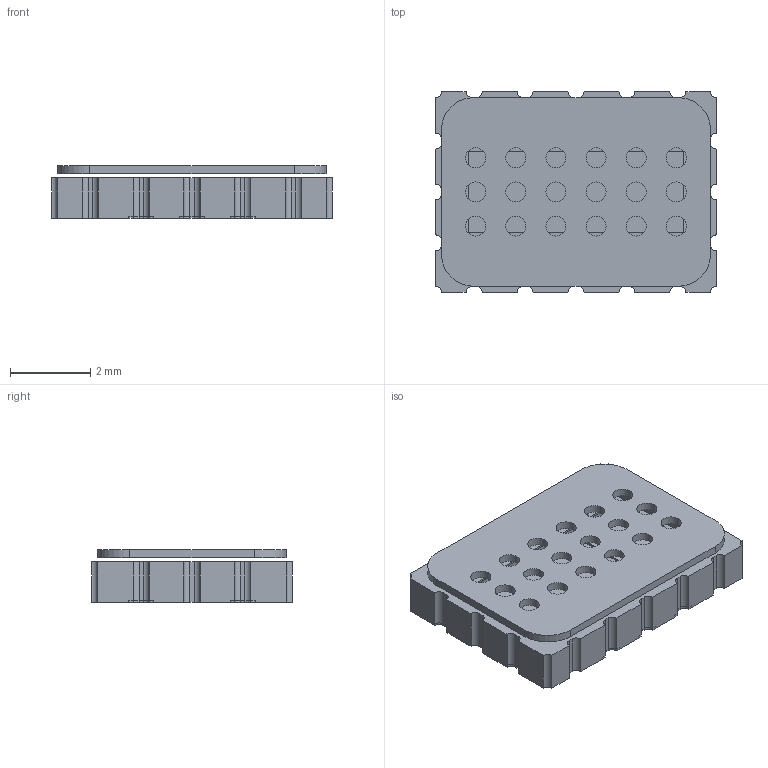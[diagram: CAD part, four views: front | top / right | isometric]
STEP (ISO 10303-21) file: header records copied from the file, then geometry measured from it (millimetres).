
FILE_DESCRIPTION(/* description */ (''),/* implementation_level */ '2;1');
FILE_NAME(/* name */ 'c05da99d-60e4-4fcd-9448-8613925c5b4f.stp',/* time_stamp */ '2016-06-17T13:11:58+00:00',/* author */ (''),/* organization */ (''),/* preprocessor_version */ 'ST-DEVELOPER v16.5',/* originating_system */ 'Autodesk Translation Framework v5.0.0.3310',/* authorisation */ '');
FILE_SCHEMA (('AUTOMOTIVE_DESIGN { 1 0 10303 214 3 1 1 }'));
Length unit declared in the file: centimetre
Products named in the file (4): mics-6814_three_gas_sensor v6; body; lid; Component3
Assembly tree (5 placements, depth 2):
  mics-6814_three_gas_sensor v6
    body
    lid
    Component3  x3
Bounding box: 7 x 5 x 1.3 mm (x, y, z)
Volume: 33.8 mm3; surface area: 218.8 mm2
Topology: 26 solids, 26 shells, 388 faces, 998 edges, 664 vertices
Faces by surface type: plane 300, cylinder 88
Full cylindrical faces by diameter (mm): 0.4 x2, 0.5 x18
Entity records: 11507 total; most frequent: CARTESIAN_POINT 1987, ORIENTED_EDGE 1908, DIRECTION 1900, EDGE_CURVE 954, LINE 778, VECTOR 778, VERTEX_POINT 648, AXIS2_PLACEMENT_3D 561
